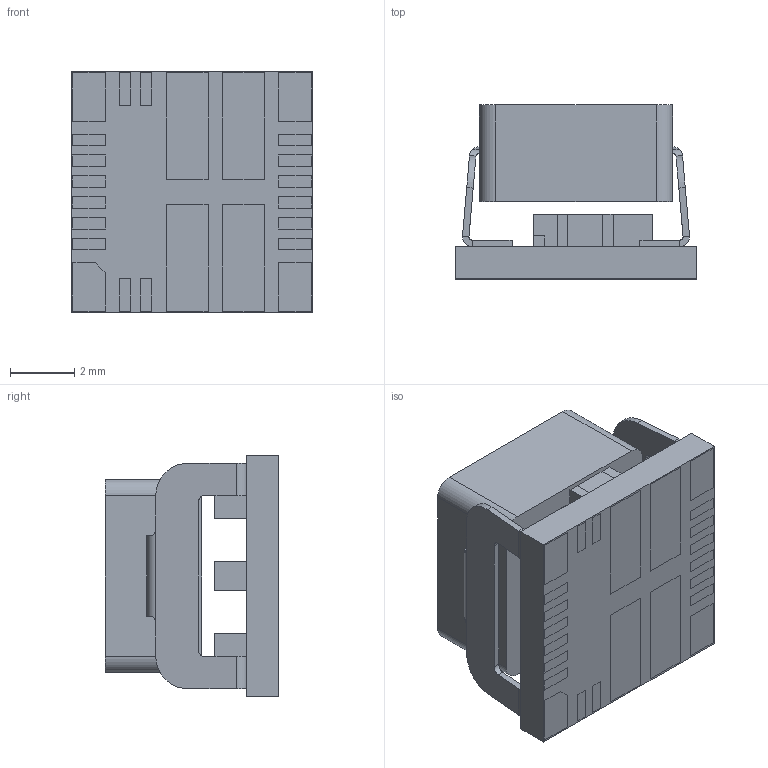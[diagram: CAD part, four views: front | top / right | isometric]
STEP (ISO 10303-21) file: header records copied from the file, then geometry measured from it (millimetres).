
FILE_DESCRIPTION (( 'STEP AP214' ), '1' );
FILE_NAME ('TPSM84424MOLR.STEP', '2018-06-07T06:41:59', ( '' ), ( '' ), 'SwSTEP 2.0', 'SolidWorks 2017', '' );
FILE_SCHEMA (( 'AUTOMOTIVE_DESIGN' ));
Length unit declared in the file: millimetre
Products named in the file (1): TPSM84424MOLR
Bounding box: 7.5 x 5.4 x 7.5 mm (x, y, z)
Volume: 178.3 mm3; surface area: 598.9 mm2
Topology: 43 solids, 43 shells, 449 faces, 990 edges, 652 vertices
Faces by surface type: plane 417, cylinder 32
Entity records: 12936 total; most frequent: CARTESIAN_POINT 2188, ORIENTED_EDGE 1980, DIRECTION 1910, EDGE_CURVE 990, LINE 922, VECTOR 922, VERTEX_POINT 652, AXIS2_PLACEMENT_3D 494
